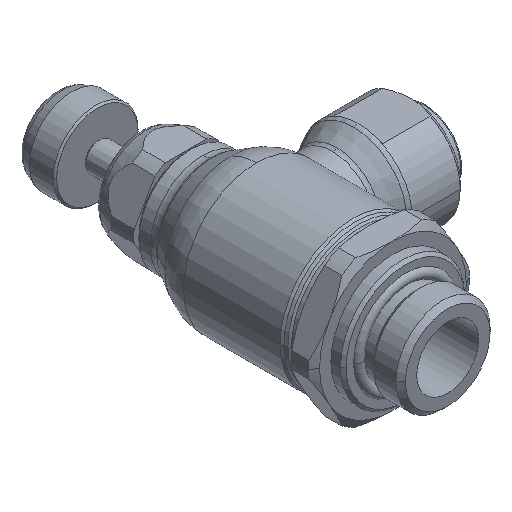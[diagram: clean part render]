
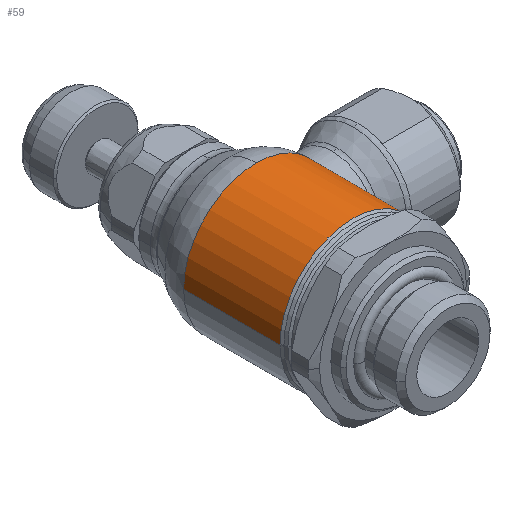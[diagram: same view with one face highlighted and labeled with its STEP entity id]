
A CAD part, isometric view. The second image highlights one B-rep face of the part: STEP entity #59.
In plain terms, the highlighted cylindrical face has radius 12.9 mm (diameter 25.8 mm), a partial arc.
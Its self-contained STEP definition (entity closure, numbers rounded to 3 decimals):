
#59=ADVANCED_FACE('',(#235),#236,.T.);
#235=FACE_OUTER_BOUND('',#571,.T.);
#236=CYLINDRICAL_SURFACE('',#572,12.9);
#571=EDGE_LOOP('',(#979,#980,#981,#982,#983,#984));
#572=AXIS2_PLACEMENT_3D('',#985,#986,#987);
#979=ORIENTED_EDGE('',*,*,#2198,.F.);
#980=ORIENTED_EDGE('',*,*,#2199,.T.);
#981=ORIENTED_EDGE('',*,*,#2200,.F.);
#982=ORIENTED_EDGE('',*,*,#2201,.T.);
#983=ORIENTED_EDGE('',*,*,#2196,.F.);
#984=ORIENTED_EDGE('',*,*,#2202,.F.);
#985=CARTESIAN_POINT('',(0.0,25.312,0.0));
#986=DIRECTION('',(0.0,1.0,0.0));
#987=DIRECTION('',(-1.0,0.0,0.0));
#2196=EDGE_CURVE('',#2626,#2628,#2629,.T.);
#2198=EDGE_CURVE('',#2631,#2632,#2633,.T.);
#2199=EDGE_CURVE('',#2631,#2634,#2635,.T.);
#2200=EDGE_CURVE('',#2636,#2634,#2637,.T.);
#2201=EDGE_CURVE('',#2636,#2628,#2638,.T.);
#2202=EDGE_CURVE('',#2632,#2626,#2639,.T.);
#2626=VERTEX_POINT('',#3315);
#2628=VERTEX_POINT('',#3317);
#2629=CIRCLE('',#3318,12.9);
#2631=VERTEX_POINT('',#3351);
#2632=VERTEX_POINT('',#3352);
#2633=LINE('',#3353,#3354);
#2634=VERTEX_POINT('',#3355);
#2635=CIRCLE('',#3356,12.9);
#2636=VERTEX_POINT('',#3357);
#2637=LINE('',#3358,#3359);
#2638=B_SPLINE_CURVE_WITH_KNOTS('',3,(#3360,#3361,#3362,#3363,#3364,#3365,#3366,#3367,#3368,#3369,#3370,#3371,#3372,#3373,#3374,#3375,#3376,#3377,#3378,#3379,#3380,#3381,#3382,#3383,#3384,#3385,#3386,#3387,#3388,#3389,#3390,#3391,#3392,#3393),.UNSPECIFIED.,.F.,.F.,(4,2,2,2,2,2,2,2,2,2,2,2,2,2,2,2,4),(0.0,1.458,2.916,4.374,5.832,7.282,8.732,10.181,11.631,13.081,14.531,15.981,17.431,18.889,20.347,21.805,23.263),.UNSPECIFIED.);
#2639=CIRCLE('',#3394,12.9);
#3315=CARTESIAN_POINT('',(0.,33.842,12.9));
#3317=CARTESIAN_POINT('',(10.504,33.842,7.489));
#3318=AXIS2_PLACEMENT_3D('',#4807,#4808,#4809);
#3351=CARTESIAN_POINT('',(-12.9,16.783,0.0));
#3352=CARTESIAN_POINT('',(-12.9,33.842,0.));
#3353=CARTESIAN_POINT('',(-12.9,25.312,0.));
#3354=VECTOR('',#4810,1.0);
#3355=CARTESIAN_POINT('',(12.9,16.783,0.));
#3356=AXIS2_PLACEMENT_3D('',#4811,#4812,#4813);
#3357=CARTESIAN_POINT('',(12.9,26.75,0.));
#3358=CARTESIAN_POINT('',(12.9,25.312,0.));
#3359=VECTOR('',#4814,1.0);
#3360=CARTESIAN_POINT('',(10.496,34.25,-7.5));
#3361=CARTESIAN_POINT('',(10.496,33.764,-7.5));
#3362=CARTESIAN_POINT('',(10.53,33.267,-7.452));
#3363=CARTESIAN_POINT('',(10.667,32.288,-7.256));
#3364=CARTESIAN_POINT('',(10.767,31.806,-7.108));
#3365=CARTESIAN_POINT('',(11.012,30.888,-6.722));
#3366=CARTESIAN_POINT('',(11.156,30.45,-6.485));
#3367=CARTESIAN_POINT('',(11.456,29.644,-5.939));
#3368=CARTESIAN_POINT('',(11.612,29.274,-5.631));
#3369=CARTESIAN_POINT('',(11.906,28.621,-4.978));
#3370=CARTESIAN_POINT('',(12.056,28.313,-4.609));
#3371=CARTESIAN_POINT('',(12.334,27.767,-3.802));
#3372=CARTESIAN_POINT('',(12.463,27.528,-3.364));
#3373=CARTESIAN_POINT('',(12.675,27.141,-2.443));
#3374=CARTESIAN_POINT('',(12.76,26.993,-1.959));
#3375=CARTESIAN_POINT('',(12.872,26.797,-0.979));
#3376=CARTESIAN_POINT('',(12.9,26.75,-0.483));
#3377=CARTESIAN_POINT('',(12.9,26.75,0.483));
#3378=CARTESIAN_POINT('',(12.872,26.797,0.979));
#3379=CARTESIAN_POINT('',(12.76,26.993,1.959));
#3380=CARTESIAN_POINT('',(12.675,27.141,2.443));
#3381=CARTESIAN_POINT('',(12.463,27.528,3.364));
#3382=CARTESIAN_POINT('',(12.334,27.767,3.802));
#3383=CARTESIAN_POINT('',(12.056,28.313,4.609));
#3384=CARTESIAN_POINT('',(11.906,28.621,4.978));
#3385=CARTESIAN_POINT('',(11.612,29.274,5.631));
#3386=CARTESIAN_POINT('',(11.456,29.644,5.939));
#3387=CARTESIAN_POINT('',(11.156,30.45,6.485));
#3388=CARTESIAN_POINT('',(11.012,30.888,6.722));
#3389=CARTESIAN_POINT('',(10.767,31.806,7.108));
#3390=CARTESIAN_POINT('',(10.667,32.288,7.256));
#3391=CARTESIAN_POINT('',(10.53,33.267,7.452));
#3392=CARTESIAN_POINT('',(10.496,33.764,7.5));
#3393=CARTESIAN_POINT('',(10.496,34.25,7.5));
#3394=AXIS2_PLACEMENT_3D('',#4815,#4816,#4817);
#4807=CARTESIAN_POINT('',(0.0,33.842,0.0));
#4808=DIRECTION('',(0.0,1.0,0.0));
#4809=DIRECTION('',(-1.0,0.0,0.0));
#4810=DIRECTION('',(0.0,1.0,0.0));
#4811=CARTESIAN_POINT('',(0.0,16.783,0.0));
#4812=DIRECTION('',(0.0,1.0,0.0));
#4813=DIRECTION('',(-1.0,0.0,0.0));
#4814=DIRECTION('',(-0.0,-1.0,-0.0));
#4815=CARTESIAN_POINT('',(0.0,33.842,0.0));
#4816=DIRECTION('',(0.0,1.0,0.0));
#4817=DIRECTION('',(-1.0,0.0,0.0));
